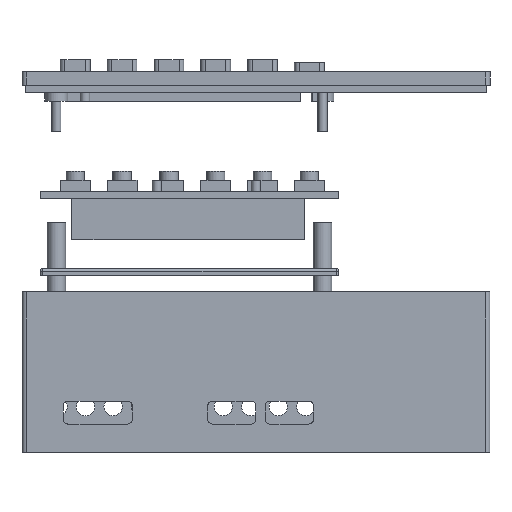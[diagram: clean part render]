
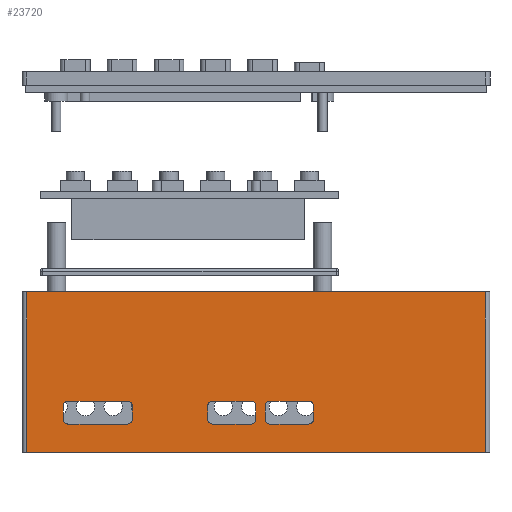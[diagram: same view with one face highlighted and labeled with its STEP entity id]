
A CAD part, front view. The second image highlights one B-rep face of the part: STEP entity #23720.
In plain terms, the highlighted planar face has unit normal (0, -1, 0).
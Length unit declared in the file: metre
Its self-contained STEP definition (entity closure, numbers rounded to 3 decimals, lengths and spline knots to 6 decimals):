
#1290=CIRCLE('',#28381,0.001);
#1291=CIRCLE('',#28382,0.001);
#1292=CIRCLE('',#28383,0.001);
#1293=CIRCLE('',#28384,0.001);
#1294=CIRCLE('',#28385,0.001);
#1295=CIRCLE('',#28386,0.001);
#1296=CIRCLE('',#28387,0.001);
#1297=CIRCLE('',#28388,0.001);
#1298=CIRCLE('',#28389,0.001);
#1299=CIRCLE('',#28390,0.001);
#1300=CIRCLE('',#28391,0.001);
#1301=CIRCLE('',#28392,0.001);
#2878=ORIENTED_EDGE('',*,*,#9351,.F.);
#2879=ORIENTED_EDGE('',*,*,#9352,.T.);
#2880=ORIENTED_EDGE('',*,*,#9353,.F.);
#2881=ORIENTED_EDGE('',*,*,#9354,.T.);
#2882=ORIENTED_EDGE('',*,*,#9355,.F.);
#2883=ORIENTED_EDGE('',*,*,#9356,.F.);
#2884=ORIENTED_EDGE('',*,*,#9357,.F.);
#2885=ORIENTED_EDGE('',*,*,#9358,.T.);
#2886=ORIENTED_EDGE('',*,*,#9359,.T.);
#2887=ORIENTED_EDGE('',*,*,#9360,.F.);
#2888=ORIENTED_EDGE('',*,*,#9361,.F.);
#2889=ORIENTED_EDGE('',*,*,#9362,.T.);
#2890=ORIENTED_EDGE('',*,*,#9363,.F.);
#2891=ORIENTED_EDGE('',*,*,#9364,.F.);
#2892=ORIENTED_EDGE('',*,*,#9365,.F.);
#2893=ORIENTED_EDGE('',*,*,#9366,.T.);
#2894=ORIENTED_EDGE('',*,*,#9367,.F.);
#2895=ORIENTED_EDGE('',*,*,#9368,.T.);
#2896=ORIENTED_EDGE('',*,*,#9369,.F.);
#2897=ORIENTED_EDGE('',*,*,#9370,.F.);
#2898=ORIENTED_EDGE('',*,*,#9371,.F.);
#2899=ORIENTED_EDGE('',*,*,#9372,.F.);
#2900=ORIENTED_EDGE('',*,*,#9373,.F.);
#2901=ORIENTED_EDGE('',*,*,#9374,.F.);
#2902=ORIENTED_EDGE('',*,*,#9375,.F.);
#2903=ORIENTED_EDGE('',*,*,#9376,.T.);
#2904=ORIENTED_EDGE('',*,*,#9377,.F.);
#2905=ORIENTED_EDGE('',*,*,#9378,.F.);
#9351=EDGE_CURVE('',#12666,#12667,#1290,.T.);
#9352=EDGE_CURVE('',#12666,#12668,#14970,.T.);
#9353=EDGE_CURVE('',#12669,#12668,#1291,.T.);
#9354=EDGE_CURVE('',#12669,#12670,#14971,.T.);
#9355=EDGE_CURVE('',#12671,#12670,#1292,.T.);
#9356=EDGE_CURVE('',#12672,#12671,#14972,.T.);
#9357=EDGE_CURVE('',#12673,#12672,#1293,.T.);
#9358=EDGE_CURVE('',#12673,#12667,#14973,.T.);
#9359=EDGE_CURVE('',#12674,#12675,#14974,.T.);
#9360=EDGE_CURVE('',#12676,#12675,#14975,.T.);
#9361=EDGE_CURVE('',#12677,#12676,#14976,.T.);
#9362=EDGE_CURVE('',#12677,#12674,#14977,.T.);
#9363=EDGE_CURVE('',#12678,#12679,#1294,.T.);
#9364=EDGE_CURVE('',#12680,#12678,#14978,.T.);
#9365=EDGE_CURVE('',#12681,#12680,#1295,.T.);
#9366=EDGE_CURVE('',#12681,#12682,#14979,.T.);
#9367=EDGE_CURVE('',#12683,#12682,#1296,.T.);
#9368=EDGE_CURVE('',#12683,#12684,#14980,.T.);
#9369=EDGE_CURVE('',#12685,#12684,#1297,.T.);
#9370=EDGE_CURVE('',#12679,#12685,#14981,.T.);
#9371=EDGE_CURVE('',#12686,#12687,#1298,.T.);
#9372=EDGE_CURVE('',#12688,#12686,#14982,.T.);
#9373=EDGE_CURVE('',#12689,#12688,#1299,.T.);
#9374=EDGE_CURVE('',#12690,#12689,#14983,.T.);
#9375=EDGE_CURVE('',#12691,#12690,#1300,.T.);
#9376=EDGE_CURVE('',#12691,#12692,#14984,.T.);
#9377=EDGE_CURVE('',#12693,#12692,#1301,.T.);
#9378=EDGE_CURVE('',#12687,#12693,#14985,.T.);
#12666=VERTEX_POINT('',#37403);
#12667=VERTEX_POINT('',#37404);
#12668=VERTEX_POINT('',#37406);
#12669=VERTEX_POINT('',#37408);
#12670=VERTEX_POINT('',#37410);
#12671=VERTEX_POINT('',#37412);
#12672=VERTEX_POINT('',#37414);
#12673=VERTEX_POINT('',#37416);
#12674=VERTEX_POINT('',#37419);
#12675=VERTEX_POINT('',#37420);
#12676=VERTEX_POINT('',#37422);
#12677=VERTEX_POINT('',#37424);
#12678=VERTEX_POINT('',#37427);
#12679=VERTEX_POINT('',#37428);
#12680=VERTEX_POINT('',#37430);
#12681=VERTEX_POINT('',#37432);
#12682=VERTEX_POINT('',#37434);
#12683=VERTEX_POINT('',#37436);
#12684=VERTEX_POINT('',#37438);
#12685=VERTEX_POINT('',#37440);
#12686=VERTEX_POINT('',#37443);
#12687=VERTEX_POINT('',#37444);
#12688=VERTEX_POINT('',#37446);
#12689=VERTEX_POINT('',#37448);
#12690=VERTEX_POINT('',#37450);
#12691=VERTEX_POINT('',#37452);
#12692=VERTEX_POINT('',#37454);
#12693=VERTEX_POINT('',#37456);
#14970=LINE('',#37405,#17534);
#14971=LINE('',#37409,#17535);
#14972=LINE('',#37413,#17536);
#14973=LINE('',#37417,#17537);
#14974=LINE('',#37418,#17538);
#14975=LINE('',#37421,#17539);
#14976=LINE('',#37423,#17540);
#14977=LINE('',#37425,#17541);
#14978=LINE('',#37429,#17542);
#14979=LINE('',#37433,#17543);
#14980=LINE('',#37437,#17544);
#14981=LINE('',#37441,#17545);
#14982=LINE('',#37445,#17546);
#14983=LINE('',#37449,#17547);
#14984=LINE('',#37453,#17548);
#14985=LINE('',#37457,#17549);
#17534=VECTOR('',#31000,1.);
#17535=VECTOR('',#31003,1.);
#17536=VECTOR('',#31006,1.);
#17537=VECTOR('',#31009,1.);
#17538=VECTOR('',#31010,1.);
#17539=VECTOR('',#31011,1.);
#17540=VECTOR('',#31012,1.);
#17541=VECTOR('',#31013,1.);
#17542=VECTOR('',#31016,1.);
#17543=VECTOR('',#31019,1.);
#17544=VECTOR('',#31022,1.);
#17545=VECTOR('',#31025,1.);
#17546=VECTOR('',#31028,1.);
#17547=VECTOR('',#31031,1.);
#17548=VECTOR('',#31034,1.);
#17549=VECTOR('',#31037,1.);
#20112=EDGE_LOOP('',(#2878,#2879,#2880,#2881,#2882,#2883,#2884,#2885));
#20113=EDGE_LOOP('',(#2886,#2887,#2888,#2889));
#20114=EDGE_LOOP('',(#2890,#2891,#2892,#2893,#2894,#2895,#2896,#2897));
#20115=EDGE_LOOP('',(#2898,#2899,#2900,#2901,#2902,#2903,#2904,#2905));
#21712=FACE_BOUND('',#20112,.T.);
#21713=FACE_BOUND('',#20113,.T.);
#21714=FACE_BOUND('',#20114,.T.);
#21715=FACE_BOUND('',#20115,.T.);
#23102=PLANE('',#28380);
#23720=ADVANCED_FACE('',(#21712,#21713,#21714,#21715),#23102,.F.);
#28380=AXIS2_PLACEMENT_3D('',#37401,#30996,#30997);
#28381=AXIS2_PLACEMENT_3D('',#37402,#30998,#30999);
#28382=AXIS2_PLACEMENT_3D('',#37407,#31001,#31002);
#28383=AXIS2_PLACEMENT_3D('',#37411,#31004,#31005);
#28384=AXIS2_PLACEMENT_3D('',#37415,#31007,#31008);
#28385=AXIS2_PLACEMENT_3D('',#37426,#31014,#31015);
#28386=AXIS2_PLACEMENT_3D('',#37431,#31017,#31018);
#28387=AXIS2_PLACEMENT_3D('',#37435,#31020,#31021);
#28388=AXIS2_PLACEMENT_3D('',#37439,#31023,#31024);
#28389=AXIS2_PLACEMENT_3D('',#37442,#31026,#31027);
#28390=AXIS2_PLACEMENT_3D('',#37447,#31029,#31030);
#28391=AXIS2_PLACEMENT_3D('',#37451,#31032,#31033);
#28392=AXIS2_PLACEMENT_3D('',#37455,#31035,#31036);
#30996=DIRECTION('',(0.,1.,0.));
#30997=DIRECTION('',(0.,0.,1.));
#30998=DIRECTION('',(0.,-1.,0.));
#30999=DIRECTION('',(0.,0.,-1.));
#31000=DIRECTION('',(-1.,0.,0.));
#31001=DIRECTION('',(0.,-1.,0.));
#31002=DIRECTION('',(0.,0.,-1.));
#31003=DIRECTION('',(0.,0.,1.));
#31004=DIRECTION('',(0.,-1.,0.));
#31005=DIRECTION('',(0.,0.,-1.));
#31006=DIRECTION('',(-1.,0.,0.));
#31007=DIRECTION('',(0.,-1.,0.));
#31008=DIRECTION('',(0.,0.,-1.));
#31009=DIRECTION('',(0.,0.,-1.));
#31010=DIRECTION('',(1.,0.,0.));
#31011=DIRECTION('',(0.,0.,-1.));
#31012=DIRECTION('',(1.,0.,0.));
#31013=DIRECTION('',(0.,0.,-1.));
#31014=DIRECTION('',(0.,-1.,0.));
#31015=DIRECTION('',(0.,0.,-1.));
#31016=DIRECTION('',(1.,0.,0.));
#31017=DIRECTION('',(0.,-1.,0.));
#31018=DIRECTION('',(0.,0.,-1.));
#31019=DIRECTION('',(0.,0.,1.));
#31020=DIRECTION('',(0.,-1.,0.));
#31021=DIRECTION('',(0.,0.,-1.));
#31022=DIRECTION('',(1.,0.,0.));
#31023=DIRECTION('',(0.,-1.,0.));
#31024=DIRECTION('',(0.,0.,-1.));
#31025=DIRECTION('',(0.,0.,1.));
#31026=DIRECTION('',(0.,-1.,0.));
#31027=DIRECTION('',(0.,0.,-1.));
#31028=DIRECTION('',(-1.,0.,0.));
#31029=DIRECTION('',(0.,-1.,0.));
#31030=DIRECTION('',(0.,0.,-1.));
#31031=DIRECTION('',(0.,0.,1.));
#31032=DIRECTION('',(0.,-1.,0.));
#31033=DIRECTION('',(0.,0.,-1.));
#31034=DIRECTION('',(-1.,0.,0.));
#31035=DIRECTION('',(0.,-1.,0.));
#31036=DIRECTION('',(0.,0.,-1.));
#31037=DIRECTION('',(0.,0.,-1.));
#37401=CARTESIAN_POINT('',(0.0045,-0.016412,0.035));
#37402=CARTESIAN_POINT('',(0.003498,-0.016412,0.0072));
#37403=CARTESIAN_POINT('',(0.003498,-0.016412,0.0062));
#37404=CARTESIAN_POINT('',(0.004498,-0.016412,0.0072));
#37405=CARTESIAN_POINT('',(-0.000752,-0.016412,0.0062));
#37406=CARTESIAN_POINT('',(-0.005002,-0.016412,0.0062));
#37407=CARTESIAN_POINT('',(-0.005002,-0.016412,0.0072));
#37408=CARTESIAN_POINT('',(-0.006002,-0.016412,0.0072));
#37409=CARTESIAN_POINT('',(-0.006002,-0.016412,0.0087));
#37410=CARTESIAN_POINT('',(-0.006002,-0.016412,0.0102));
#37411=CARTESIAN_POINT('',(-0.005002,-0.016412,0.0102));
#37412=CARTESIAN_POINT('',(-0.005002,-0.016412,0.0112));
#37413=CARTESIAN_POINT('',(-0.000752,-0.016412,0.0112));
#37414=CARTESIAN_POINT('',(0.003498,-0.016412,0.0112));
#37415=CARTESIAN_POINT('',(0.003498,-0.016412,0.0102));
#37416=CARTESIAN_POINT('',(0.004498,-0.016412,0.0102));
#37417=CARTESIAN_POINT('',(0.004498,-0.016412,0.0087));
#37418=CARTESIAN_POINT('',(0.0045,-0.016412,0.));
#37419=CARTESIAN_POINT('',(-0.0455,-0.016412,0.));
#37420=CARTESIAN_POINT('',(0.0545,-0.016412,0.));
#37421=CARTESIAN_POINT('',(0.0545,-0.016412,0.035));
#37422=CARTESIAN_POINT('',(0.0545,-0.016412,0.035));
#37423=CARTESIAN_POINT('',(0.0045,-0.016412,0.035));
#37424=CARTESIAN_POINT('',(-0.0455,-0.016412,0.035));
#37425=CARTESIAN_POINT('',(-0.0455,-0.016412,0.035));
#37426=CARTESIAN_POINT('',(-0.023502,-0.016412,0.0072));
#37427=CARTESIAN_POINT('',(-0.023502,-0.016412,0.0062));
#37428=CARTESIAN_POINT('',(-0.022502,-0.016412,0.0072));
#37429=CARTESIAN_POINT('',(-0.030002,-0.016412,0.0062));
#37430=CARTESIAN_POINT('',(-0.036502,-0.016412,0.0062));
#37431=CARTESIAN_POINT('',(-0.036502,-0.016412,0.0072));
#37432=CARTESIAN_POINT('',(-0.037502,-0.016412,0.0072));
#37433=CARTESIAN_POINT('',(-0.037502,-0.016412,0.0087));
#37434=CARTESIAN_POINT('',(-0.037502,-0.016412,0.0102));
#37435=CARTESIAN_POINT('',(-0.036502,-0.016412,0.0102));
#37436=CARTESIAN_POINT('',(-0.036502,-0.016412,0.0112));
#37437=CARTESIAN_POINT('',(-0.030002,-0.016412,0.0112));
#37438=CARTESIAN_POINT('',(-0.023502,-0.016412,0.0112));
#37439=CARTESIAN_POINT('',(-0.023502,-0.016412,0.0102));
#37440=CARTESIAN_POINT('',(-0.022502,-0.016412,0.0102));
#37441=CARTESIAN_POINT('',(-0.022502,-0.016412,0.0087));
#37442=CARTESIAN_POINT('',(0.007498,-0.016412,0.0102));
#37443=CARTESIAN_POINT('',(0.007498,-0.016412,0.0112));
#37444=CARTESIAN_POINT('',(0.006498,-0.016412,0.0102));
#37445=CARTESIAN_POINT('',(0.011748,-0.016412,0.0112));
#37446=CARTESIAN_POINT('',(0.015998,-0.016412,0.0112));
#37447=CARTESIAN_POINT('',(0.015998,-0.016412,0.0102));
#37448=CARTESIAN_POINT('',(0.016998,-0.016412,0.0102));
#37449=CARTESIAN_POINT('',(0.016998,-0.016412,0.0087));
#37450=CARTESIAN_POINT('',(0.016998,-0.016412,0.0072));
#37451=CARTESIAN_POINT('',(0.015998,-0.016412,0.0072));
#37452=CARTESIAN_POINT('',(0.015998,-0.016412,0.0062));
#37453=CARTESIAN_POINT('',(0.011748,-0.016412,0.0062));
#37454=CARTESIAN_POINT('',(0.007498,-0.016412,0.0062));
#37455=CARTESIAN_POINT('',(0.007498,-0.016412,0.0072));
#37456=CARTESIAN_POINT('',(0.006498,-0.016412,0.0072));
#37457=CARTESIAN_POINT('',(0.006498,-0.016412,0.0087));
